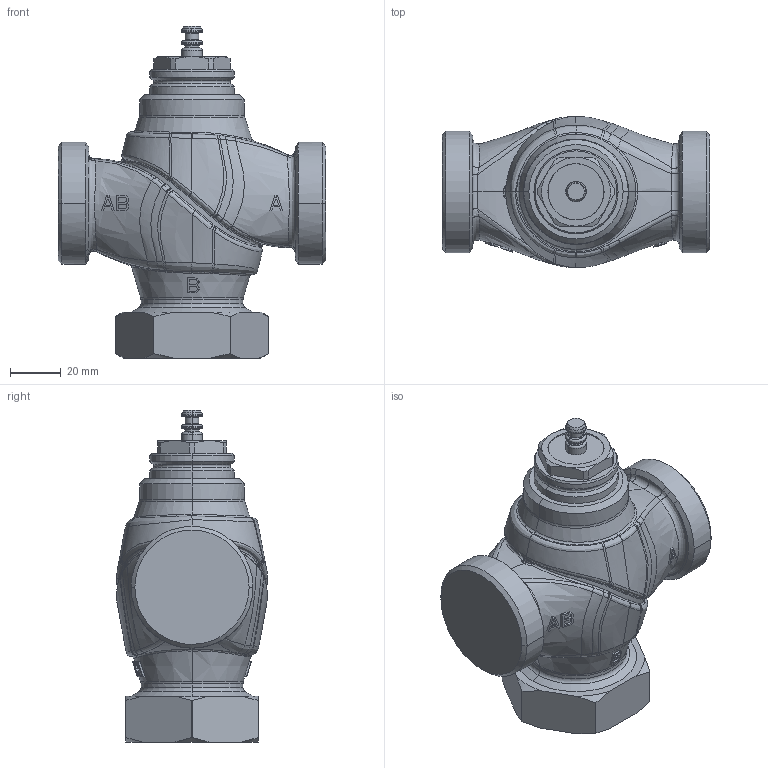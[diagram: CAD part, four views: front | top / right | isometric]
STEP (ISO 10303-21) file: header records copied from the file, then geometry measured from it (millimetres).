
FILE_DESCRIPTION(('CATIA V5 STEP Exchange','CAx-IF Rec.Pracs.--- Model Styling and Organization---1.4--- 2014-01-23','CAx-IF Rec.Pracs.---3D Tessellated Data Validation Properties---0.5---2014-09-14'),'2;1');
FILE_NAME('STEP_636600_-_TST.stp','2021-06-07T12:03:50+00:00',('none'),('none'),'CATIA Version 5-6 Release 2019 SP3','CATIA V5 STEP AP242 v1','none');
FILE_SCHEMA(('AP242_MANAGED_MODEL_BASED_3D_ENGINEERING_MIM_LF {1 0 10303 442 1 1 4}'));
Products named in the file (1): 636600 - TST
Bounding box: 105 x 59.19 x 130.2 mm (x, y, z)
Volume: 308611.8 mm3; surface area: 34103.8 mm2
Topology: 1 solids, 1 shells, 604 faces, 1544 edges, 970 vertices
Faces by surface type: bspline 259, extrusion 176, cone 53, cylinder 50, plane 42, torus 24
Entity records: 45958 total; most frequent: CARTESIAN_POINT 35353, ORIENTED_EDGE 3088, EDGE_CURVE 1544, B_SPLINE_CURVE_WITH_KNOTS 1038, VERTEX_POINT 970, DIRECTION 742, EDGE_LOOP 632, ADVANCED_FACE 604
